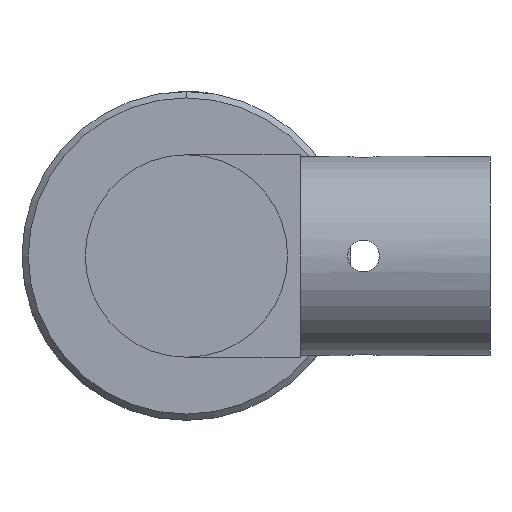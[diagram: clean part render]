
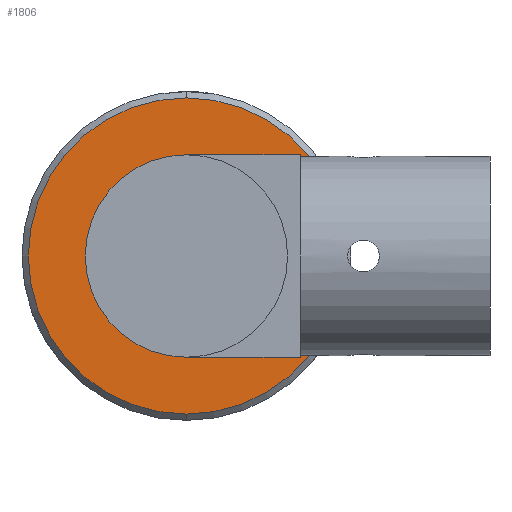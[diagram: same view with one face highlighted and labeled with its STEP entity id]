
A CAD part, left-side view. The second image highlights one B-rep face of the part: STEP entity #1806.
In plain terms, the highlighted planar face has unit normal (-1, 0, 0).
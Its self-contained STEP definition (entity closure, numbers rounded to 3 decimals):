
#44 = CIRCLE ( 'NONE', #1498, 12.5 ) ;
#46 = CIRCLE ( 'NONE', #2272, 8. ) ;
#55 = DIRECTION ( 'NONE',  ( 1., 0., 0. ) ) ;
#284 = EDGE_CURVE ( 'NONE', #1129, #1560, #1969, .T. ) ;
#469 = CARTESIAN_POINT ( 'NONE',  ( -10.5, 0., -8. ) ) ;
#505 = CARTESIAN_POINT ( 'NONE',  ( -10.5, 0., 0. ) ) ;
#548 = DIRECTION ( 'NONE',  ( 0., 0., -1. ) ) ;
#667 = ORIENTED_EDGE ( 'NONE', *, *, #1203, .F. ) ;
#694 = DIRECTION ( 'NONE',  ( 1., 0., 0. ) ) ;
#856 = CARTESIAN_POINT ( 'NONE',  ( -10.5, 0., 8. ) ) ;
#898 = EDGE_LOOP ( 'NONE', ( #1412, #1566 ) ) ;
#910 = CARTESIAN_POINT ( 'NONE',  ( -10.5, 0., 0. ) ) ;
#917 = ORIENTED_EDGE ( 'NONE', *, *, #1456, .F. ) ;
#1129 = VERTEX_POINT ( 'NONE', #469 ) ;
#1203 = EDGE_CURVE ( 'NONE', #1449, #1353, #1491, .T. ) ;
#1207 = EDGE_LOOP ( 'NONE', ( #917, #667 ) ) ;
#1284 = EDGE_CURVE ( 'NONE', #1560, #1129, #46, .T. ) ;
#1330 = DIRECTION ( 'NONE',  ( 1., 0., 0. ) ) ;
#1353 = VERTEX_POINT ( 'NONE', #1864 ) ;
#1393 = DIRECTION ( 'NONE',  ( 0., 0., -1. ) ) ;
#1401 = CARTESIAN_POINT ( 'NONE',  ( -10.5, 0., 0. ) ) ;
#1402 = AXIS2_PLACEMENT_3D ( 'NONE', #2155, #1935, #1393 ) ;
#1412 = ORIENTED_EDGE ( 'NONE', *, *, #1284, .T. ) ;
#1449 = VERTEX_POINT ( 'NONE', #1538 ) ;
#1456 = EDGE_CURVE ( 'NONE', #1353, #1449, #44, .T. ) ;
#1491 = CIRCLE ( 'NONE', #1623, 12.5 ) ;
#1498 = AXIS2_PLACEMENT_3D ( 'NONE', #505, #694, #2108 ) ;
#1515 = CARTESIAN_POINT ( 'NONE',  ( -10.5, 0., 0. ) ) ;
#1538 = CARTESIAN_POINT ( 'NONE',  ( -10.5, 0., 12.5 ) ) ;
#1560 = VERTEX_POINT ( 'NONE', #856 ) ;
#1566 = ORIENTED_EDGE ( 'NONE', *, *, #284, .T. ) ;
#1622 = AXIS2_PLACEMENT_3D ( 'NONE', #1401, #2141, #2318 ) ;
#1623 = AXIS2_PLACEMENT_3D ( 'NONE', #910, #55, #548 ) ;
#1677 = DIRECTION ( 'NONE',  ( 0., 0., 1. ) ) ;
#1741 = FACE_OUTER_BOUND ( 'NONE', #1207, .T. ) ;
#1806 = ADVANCED_FACE ( 'NONE', ( #2015, #1741 ), #2115, .F. ) ;
#1864 = CARTESIAN_POINT ( 'NONE',  ( -10.5, 0., -12.5 ) ) ;
#1935 = DIRECTION ( 'NONE',  ( 1., 0., 0. ) ) ;
#1969 = CIRCLE ( 'NONE', #1622, 8. ) ;
#2015 = FACE_BOUND ( 'NONE', #898, .T. ) ;
#2108 = DIRECTION ( 'NONE',  ( 0., 0., -1. ) ) ;
#2115 = PLANE ( 'NONE',  #1402 ) ;
#2141 = DIRECTION ( 'NONE',  ( 1., 0., 0. ) ) ;
#2155 = CARTESIAN_POINT ( 'NONE',  ( -10.5, -12.65, 12.65 ) ) ;
#2272 = AXIS2_PLACEMENT_3D ( 'NONE', #1515, #1330, #1677 ) ;
#2318 = DIRECTION ( 'NONE',  ( 0., 0., 1. ) ) ;
